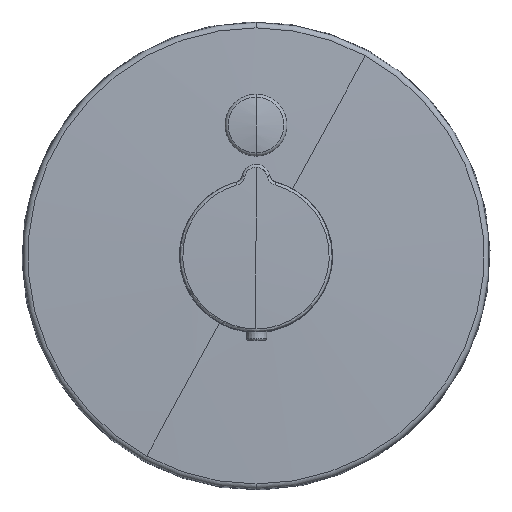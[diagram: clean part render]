
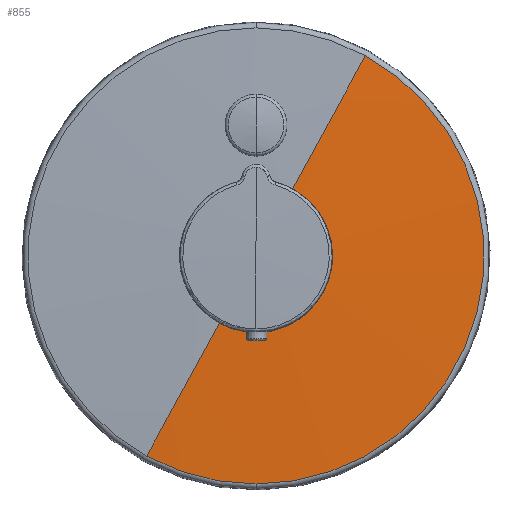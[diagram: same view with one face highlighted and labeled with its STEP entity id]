
A CAD part, top view. The second image highlights one B-rep face of the part: STEP entity #855.
In plain terms, the highlighted spherical face has radius 1892 mm.
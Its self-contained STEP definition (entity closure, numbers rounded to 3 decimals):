
#31 = DIRECTION ( 'NONE',  ( 0., 1., 0. ) ) ;
#37 = CIRCLE ( 'NONE', #770, 82.834 ) ;
#96 = CARTESIAN_POINT ( 'NONE',  ( 0., 0., -1878. ) ) ;
#136 = DIRECTION ( 'NONE',  ( -0.878, 0.479, 0. ) ) ;
#147 = CIRCLE ( 'NONE', #916, 1892. ) ;
#358 = VERTEX_POINT ( 'NONE', #486 ) ;
#361 = ORIENTED_EDGE ( 'NONE', *, *, #1713, .F. ) ;
#404 = DIRECTION ( 'NONE',  ( 0., 0., -1. ) ) ;
#437 = CIRCLE ( 'NONE', #1443, 1892. ) ;
#444 = DIRECTION ( 'NONE',  ( -0.479, -0.878, 0. ) ) ;
#464 = CARTESIAN_POINT ( 'NONE',  ( 0., -82.834, 12.186 ) ) ;
#486 = CARTESIAN_POINT ( 'NONE',  ( -13.352, -24.441, 13.795 ) ) ;
#533 = VERTEX_POINT ( 'NONE', #877 ) ;
#542 = DIRECTION ( 'NONE',  ( 0., 0., 1. ) ) ;
#559 = VERTEX_POINT ( 'NONE', #464 ) ;
#561 = AXIS2_PLACEMENT_3D ( 'NONE', #718, #136, #444 ) ;
#608 = EDGE_CURVE ( 'NONE', #358, #1528, #437, .T. ) ;
#614 = EDGE_LOOP ( 'NONE', ( #1013, #871, #1134, #361, #1144 ) ) ;
#639 = CARTESIAN_POINT ( 'NONE',  ( -39.713, -72.693, 12.186 ) ) ;
#693 = DIRECTION ( 'NONE',  ( 0., 1., 0. ) ) ;
#718 = CARTESIAN_POINT ( 'NONE',  ( 0., 0., -1878. ) ) ;
#770 = AXIS2_PLACEMENT_3D ( 'NONE', #1441, #887, #31 ) ;
#855 = ADVANCED_FACE ( 'NONE', ( #1807 ), #1719, .T. ) ;
#859 = DIRECTION ( 'NONE',  ( -0.479, -0.878, 0. ) ) ;
#871 = ORIENTED_EDGE ( 'NONE', *, *, #1068, .F. ) ;
#877 = CARTESIAN_POINT ( 'NONE',  ( 13.352, 24.441, 13.795 ) ) ;
#887 = DIRECTION ( 'NONE',  ( 0., 0., -1. ) ) ;
#916 = AXIS2_PLACEMENT_3D ( 'NONE', #1521, #1160, #859 ) ;
#1013 = ORIENTED_EDGE ( 'NONE', *, *, #1099, .F. ) ;
#1037 = AXIS2_PLACEMENT_3D ( 'NONE', #1414, #542, #1798 ) ;
#1068 = EDGE_CURVE ( 'NONE', #358, #533, #1192, .T. ) ;
#1087 = DIRECTION ( 'NONE',  ( 0.479, 0.878, 0. ) ) ;
#1092 = AXIS2_PLACEMENT_3D ( 'NONE', #1114, #404, #693 ) ;
#1099 = EDGE_CURVE ( 'NONE', #533, #1202, #147, .T. ) ;
#1114 = CARTESIAN_POINT ( 'NONE',  ( 0., 0., 12.186 ) ) ;
#1134 = ORIENTED_EDGE ( 'NONE', *, *, #608, .T. ) ;
#1144 = ORIENTED_EDGE ( 'NONE', *, *, #1803, .F. ) ;
#1160 = DIRECTION ( 'NONE',  ( -0.878, 0.479, 0. ) ) ;
#1192 = CIRCLE ( 'NONE', #1037, 27.85 ) ;
#1202 = VERTEX_POINT ( 'NONE', #1353 ) ;
#1353 = CARTESIAN_POINT ( 'NONE',  ( 39.713, 72.693, 12.186 ) ) ;
#1372 = CIRCLE ( 'NONE', #1092, 82.834 ) ;
#1414 = CARTESIAN_POINT ( 'NONE',  ( 0., 0., 13.795 ) ) ;
#1441 = CARTESIAN_POINT ( 'NONE',  ( 0., 0., 12.186 ) ) ;
#1443 = AXIS2_PLACEMENT_3D ( 'NONE', #96, #1786, #1087 ) ;
#1521 = CARTESIAN_POINT ( 'NONE',  ( 0., 0., -1878. ) ) ;
#1528 = VERTEX_POINT ( 'NONE', #639 ) ;
#1713 = EDGE_CURVE ( 'NONE', #559, #1528, #1372, .T. ) ;
#1719 = SPHERICAL_SURFACE ( 'NONE', #561, 1892. ) ;
#1786 = DIRECTION ( 'NONE',  ( 0.878, -0.479, 0. ) ) ;
#1798 = DIRECTION ( 'NONE',  ( 0., 1., 0. ) ) ;
#1803 = EDGE_CURVE ( 'NONE', #1202, #559, #37, .T. ) ;
#1807 = FACE_OUTER_BOUND ( 'NONE', #614, .T. ) ;
